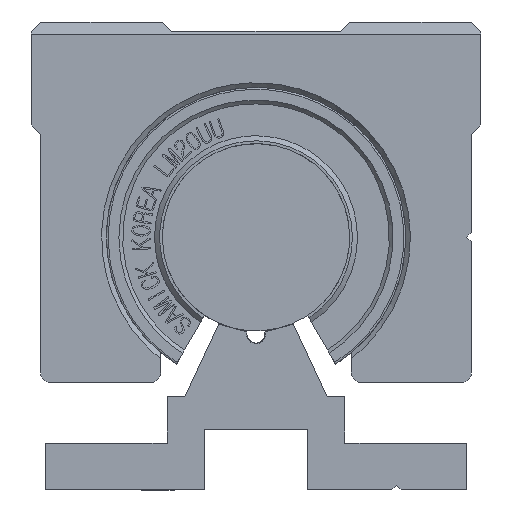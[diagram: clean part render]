
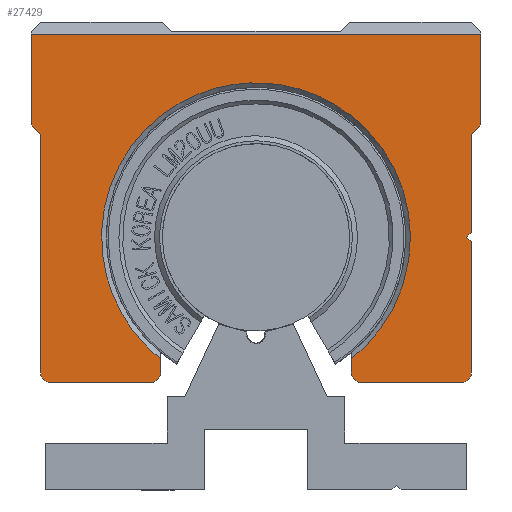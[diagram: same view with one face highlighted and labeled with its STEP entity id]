
A CAD part, front view. The second image highlights one B-rep face of the part: STEP entity #27429.
In plain terms, the highlighted free-form (B-spline) face has degree [1, 1] with [2, 2] control points.
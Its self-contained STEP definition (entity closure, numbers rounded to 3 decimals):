
#27085 = VERTEX_POINT('',#27086);
#27086 = CARTESIAN_POINT('',(-27.744,-28.9,
    25.085));
#27091 = EDGE_CURVE('',#27085,#27092,#27094,.T.);
#27092 = VERTEX_POINT('',#27093);
#27093 = CARTESIAN_POINT('',(27.744,-28.9,
    25.085));
#27094 = B_SPLINE_CURVE_WITH_KNOTS('',1,(#27095,#27096),.UNSPECIFIED.,
  .F.,.F.,(2,2),(0.,48.),.PIECEWISE_BEZIER_KNOTS.);
#27095 = CARTESIAN_POINT('',(-27.744,-28.9,
    25.085));
#27096 = CARTESIAN_POINT('',(27.744,-28.9,
    25.085));
#27280 = VERTEX_POINT('',#27281);
#27281 = CARTESIAN_POINT('',(-27.744,-28.9,
    13.872));
#27286 = EDGE_CURVE('',#27280,#27085,#27287,.T.);
#27287 = B_SPLINE_CURVE_WITH_KNOTS('',1,(#27288,#27289),.UNSPECIFIED.,
  .F.,.F.,(2,2),(0.,9.7),.PIECEWISE_BEZIER_KNOTS.);
#27288 = CARTESIAN_POINT('',(-27.744,-28.9,
    13.872));
#27289 = CARTESIAN_POINT('',(-27.744,-28.9,
    25.085));
#27429 = ADVANCED_FACE('',(#27430),#27558,.T.);
#27430 = FACE_BOUND('',#27431,.T.);
#27431 = EDGE_LOOP('',(#27432,#27433,#27434,#27441,#27448,#27456,#27463,
    #27471,#27478,#27488,#27495,#27503,#27510,#27518,#27525,#27532,
    #27539,#27546,#27553));
#27432 = ORIENTED_EDGE('',*,*,#27091,.F.);
#27433 = ORIENTED_EDGE('',*,*,#27286,.F.);
#27434 = ORIENTED_EDGE('',*,*,#27435,.F.);
#27435 = EDGE_CURVE('',#27436,#27280,#27438,.T.);
#27436 = VERTEX_POINT('',#27437);
#27437 = CARTESIAN_POINT('',(-26.588,-28.9,
    12.716));
#27438 = B_SPLINE_CURVE_WITH_KNOTS('',1,(#27439,#27440),.UNSPECIFIED.,
  .F.,.F.,(2,2),(0.,1.414),.PIECEWISE_BEZIER_KNOTS.);
#27439 = CARTESIAN_POINT('',(-26.588,-28.9,
    12.716));
#27440 = CARTESIAN_POINT('',(-27.744,-28.9,
    13.872));
#27441 = ORIENTED_EDGE('',*,*,#27442,.F.);
#27442 = EDGE_CURVE('',#27443,#27436,#27445,.T.);
#27443 = VERTEX_POINT('',#27444);
#27444 = CARTESIAN_POINT('',(-26.588,-28.9,
    -16.762));
#27445 = B_SPLINE_CURVE_WITH_KNOTS('',1,(#27446,#27447),.UNSPECIFIED.,
  .F.,.F.,(2,2),(0.,25.5),.PIECEWISE_BEZIER_KNOTS.);
#27446 = CARTESIAN_POINT('',(-26.588,-28.9,
    -16.762));
#27447 = CARTESIAN_POINT('',(-26.588,-28.9,
    12.716));
#27448 = ORIENTED_EDGE('',*,*,#27449,.F.);
#27449 = EDGE_CURVE('',#27450,#27443,#27452,.T.);
#27450 = VERTEX_POINT('',#27451);
#27451 = CARTESIAN_POINT('',(-25.432,-28.9,
    -17.918));
#27452 = ( BOUNDED_CURVE() B_SPLINE_CURVE(2,(#27453,#27454,#27455),
.UNSPECIFIED.,.F.,.F.) B_SPLINE_CURVE_WITH_KNOTS((3,3),(1.571,
3.142),.PIECEWISE_BEZIER_KNOTS.) CURVE() 
GEOMETRIC_REPRESENTATION_ITEM() RATIONAL_B_SPLINE_CURVE((1.,
0.707,1.)) REPRESENTATION_ITEM('') );
#27453 = CARTESIAN_POINT('',(-25.432,-28.9,
    -17.918));
#27454 = CARTESIAN_POINT('',(-26.588,-28.9,
    -17.918));
#27455 = CARTESIAN_POINT('',(-26.588,-28.9,
    -16.762));
#27456 = ORIENTED_EDGE('',*,*,#27457,.F.);
#27457 = EDGE_CURVE('',#27458,#27450,#27460,.T.);
#27458 = VERTEX_POINT('',#27459);
#27459 = CARTESIAN_POINT('',(-12.947,-28.9,
    -17.918));
#27460 = B_SPLINE_CURVE_WITH_KNOTS('',1,(#27461,#27462),.UNSPECIFIED.,
  .F.,.F.,(2,2),(0.,10.8),.PIECEWISE_BEZIER_KNOTS.);
#27461 = CARTESIAN_POINT('',(-12.947,-28.9,
    -17.918));
#27462 = CARTESIAN_POINT('',(-25.432,-28.9,
    -17.918));
#27463 = ORIENTED_EDGE('',*,*,#27464,.F.);
#27464 = EDGE_CURVE('',#27465,#27458,#27467,.T.);
#27465 = VERTEX_POINT('',#27466);
#27466 = CARTESIAN_POINT('',(-11.791,-28.9,
    -16.762));
#27467 = ( BOUNDED_CURVE() B_SPLINE_CURVE(2,(#27468,#27469,#27470),
.UNSPECIFIED.,.F.,.F.) B_SPLINE_CURVE_WITH_KNOTS((3,3),(1.571,
3.142),.PIECEWISE_BEZIER_KNOTS.) CURVE() 
GEOMETRIC_REPRESENTATION_ITEM() RATIONAL_B_SPLINE_CURVE((1.,
0.707,1.)) REPRESENTATION_ITEM('') );
#27468 = CARTESIAN_POINT('',(-11.791,-28.9,
    -16.762));
#27469 = CARTESIAN_POINT('',(-11.791,-28.9,
    -17.918));
#27470 = CARTESIAN_POINT('',(-12.947,-28.9,
    -17.918));
#27471 = ORIENTED_EDGE('',*,*,#27472,.F.);
#27472 = EDGE_CURVE('',#27473,#27465,#27475,.T.);
#27473 = VERTEX_POINT('',#27474);
#27474 = CARTESIAN_POINT('',(-11.791,-28.9,
    -14.993));
#27475 = B_SPLINE_CURVE_WITH_KNOTS('',1,(#27476,#27477),.UNSPECIFIED.,
  .F.,.F.,(2,2),(0.,1.53),
  .PIECEWISE_BEZIER_KNOTS.);
#27476 = CARTESIAN_POINT('',(-11.791,-28.9,
    -14.993));
#27477 = CARTESIAN_POINT('',(-11.791,-28.9,
    -16.762));
#27478 = ORIENTED_EDGE('',*,*,#27479,.F.);
#27479 = EDGE_CURVE('',#27480,#27473,#27482,.T.);
#27480 = VERTEX_POINT('',#27481);
#27481 = CARTESIAN_POINT('',(11.791,-28.9,
    -14.993));
#27482 = ( BOUNDED_CURVE() B_SPLINE_CURVE(2,(#27483,#27484,#27485,#27486
,#27487),.UNSPECIFIED.,.F.,.F.) B_SPLINE_CURVE_WITH_KNOTS((3,2,3),(
    3.808,6.283,8.758),
.PIECEWISE_BEZIER_KNOTS.) CURVE() GEOMETRIC_REPRESENTATION_ITEM() 
RATIONAL_B_SPLINE_CURVE((1.,0.327,1.,0.327,1.)) 
REPRESENTATION_ITEM('') );
#27483 = CARTESIAN_POINT('',(11.791,-28.9,
    -14.993));
#27484 = CARTESIAN_POINT('',(55.108,-28.9,
    19.074));
#27485 = CARTESIAN_POINT('',(0.,-28.9,
    19.074));
#27486 = CARTESIAN_POINT('',(-55.108,-28.9,
    19.074));
#27487 = CARTESIAN_POINT('',(-11.791,-28.9,
    -14.993));
#27488 = ORIENTED_EDGE('',*,*,#27489,.F.);
#27489 = EDGE_CURVE('',#27490,#27480,#27492,.T.);
#27490 = VERTEX_POINT('',#27491);
#27491 = CARTESIAN_POINT('',(11.791,-28.9,
    -16.762));
#27492 = B_SPLINE_CURVE_WITH_KNOTS('',1,(#27493,#27494),.UNSPECIFIED.,
  .F.,.F.,(2,2),(0.,1.53),.PIECEWISE_BEZIER_KNOTS.);
#27493 = CARTESIAN_POINT('',(11.791,-28.9,
    -16.762));
#27494 = CARTESIAN_POINT('',(11.791,-28.9,
    -14.993));
#27495 = ORIENTED_EDGE('',*,*,#27496,.F.);
#27496 = EDGE_CURVE('',#27497,#27490,#27499,.T.);
#27497 = VERTEX_POINT('',#27498);
#27498 = CARTESIAN_POINT('',(12.947,-28.9,
    -17.918));
#27499 = ( BOUNDED_CURVE() B_SPLINE_CURVE(2,(#27500,#27501,#27502),
.UNSPECIFIED.,.F.,.F.) B_SPLINE_CURVE_WITH_KNOTS((3,3),(1.571,
3.142),.PIECEWISE_BEZIER_KNOTS.) CURVE() 
GEOMETRIC_REPRESENTATION_ITEM() RATIONAL_B_SPLINE_CURVE((1.,
0.707,1.)) REPRESENTATION_ITEM('') );
#27500 = CARTESIAN_POINT('',(12.947,-28.9,
    -17.918));
#27501 = CARTESIAN_POINT('',(11.791,-28.9,
    -17.918));
#27502 = CARTESIAN_POINT('',(11.791,-28.9,
    -16.762));
#27503 = ORIENTED_EDGE('',*,*,#27504,.F.);
#27504 = EDGE_CURVE('',#27505,#27497,#27507,.T.);
#27505 = VERTEX_POINT('',#27506);
#27506 = CARTESIAN_POINT('',(25.432,-28.9,
    -17.918));
#27507 = B_SPLINE_CURVE_WITH_KNOTS('',1,(#27508,#27509),.UNSPECIFIED.,
  .F.,.F.,(2,2),(0.,10.8),.PIECEWISE_BEZIER_KNOTS.);
#27508 = CARTESIAN_POINT('',(25.432,-28.9,
    -17.918));
#27509 = CARTESIAN_POINT('',(12.947,-28.9,
    -17.918));
#27510 = ORIENTED_EDGE('',*,*,#27511,.F.);
#27511 = EDGE_CURVE('',#27512,#27505,#27514,.T.);
#27512 = VERTEX_POINT('',#27513);
#27513 = CARTESIAN_POINT('',(26.588,-28.9,
    -16.762));
#27514 = ( BOUNDED_CURVE() B_SPLINE_CURVE(2,(#27515,#27516,#27517),
.UNSPECIFIED.,.F.,.F.) B_SPLINE_CURVE_WITH_KNOTS((3,3),(1.571,
3.142),.PIECEWISE_BEZIER_KNOTS.) CURVE() 
GEOMETRIC_REPRESENTATION_ITEM() RATIONAL_B_SPLINE_CURVE((1.,
0.707,1.)) REPRESENTATION_ITEM('') );
#27515 = CARTESIAN_POINT('',(26.588,-28.9,
    -16.762));
#27516 = CARTESIAN_POINT('',(26.588,-28.9,
    -17.918));
#27517 = CARTESIAN_POINT('',(25.432,-28.9,
    -17.918));
#27518 = ORIENTED_EDGE('',*,*,#27519,.F.);
#27519 = EDGE_CURVE('',#27520,#27512,#27522,.T.);
#27520 = VERTEX_POINT('',#27521);
#27521 = CARTESIAN_POINT('',(26.588,-28.9,
    -0.578));
#27522 = B_SPLINE_CURVE_WITH_KNOTS('',1,(#27523,#27524),.UNSPECIFIED.,
  .F.,.F.,(2,2),(0.,14.),.PIECEWISE_BEZIER_KNOTS.);
#27523 = CARTESIAN_POINT('',(26.588,-28.9,
    -0.578));
#27524 = CARTESIAN_POINT('',(26.588,-28.9,
    -16.762));
#27525 = ORIENTED_EDGE('',*,*,#27526,.F.);
#27526 = EDGE_CURVE('',#27527,#27520,#27529,.T.);
#27527 = VERTEX_POINT('',#27528);
#27528 = CARTESIAN_POINT('',(26.01,-28.9,
    0.));
#27529 = B_SPLINE_CURVE_WITH_KNOTS('',1,(#27530,#27531),.UNSPECIFIED.,
  .F.,.F.,(2,2),(0.,0.707),.PIECEWISE_BEZIER_KNOTS.);
#27530 = CARTESIAN_POINT('',(26.01,-28.9,
    0.));
#27531 = CARTESIAN_POINT('',(26.588,-28.9,
    -0.578));
#27532 = ORIENTED_EDGE('',*,*,#27533,.F.);
#27533 = EDGE_CURVE('',#27534,#27527,#27536,.T.);
#27534 = VERTEX_POINT('',#27535);
#27535 = CARTESIAN_POINT('',(26.588,-28.9,
    0.578));
#27536 = B_SPLINE_CURVE_WITH_KNOTS('',1,(#27537,#27538),.UNSPECIFIED.,
  .F.,.F.,(2,2),(0.,0.707),.PIECEWISE_BEZIER_KNOTS.);
#27537 = CARTESIAN_POINT('',(26.588,-28.9,
    0.578));
#27538 = CARTESIAN_POINT('',(26.01,-28.9,
    0.));
#27539 = ORIENTED_EDGE('',*,*,#27540,.F.);
#27540 = EDGE_CURVE('',#27541,#27534,#27543,.T.);
#27541 = VERTEX_POINT('',#27542);
#27542 = CARTESIAN_POINT('',(26.588,-28.9,
    12.716));
#27543 = B_SPLINE_CURVE_WITH_KNOTS('',1,(#27544,#27545),.UNSPECIFIED.,
  .F.,.F.,(2,2),(0.,10.5),.PIECEWISE_BEZIER_KNOTS.);
#27544 = CARTESIAN_POINT('',(26.588,-28.9,
    12.716));
#27545 = CARTESIAN_POINT('',(26.588,-28.9,
    0.578));
#27546 = ORIENTED_EDGE('',*,*,#27547,.F.);
#27547 = EDGE_CURVE('',#27548,#27541,#27550,.T.);
#27548 = VERTEX_POINT('',#27549);
#27549 = CARTESIAN_POINT('',(27.744,-28.9,
    13.872));
#27550 = B_SPLINE_CURVE_WITH_KNOTS('',1,(#27551,#27552),.UNSPECIFIED.,
  .F.,.F.,(2,2),(0.,1.414),.PIECEWISE_BEZIER_KNOTS.);
#27551 = CARTESIAN_POINT('',(27.744,-28.9,
    13.872));
#27552 = CARTESIAN_POINT('',(26.588,-28.9,
    12.716));
#27553 = ORIENTED_EDGE('',*,*,#27554,.F.);
#27554 = EDGE_CURVE('',#27092,#27548,#27555,.T.);
#27555 = B_SPLINE_CURVE_WITH_KNOTS('',1,(#27556,#27557),.UNSPECIFIED.,
  .F.,.F.,(2,2),(0.,9.7),.PIECEWISE_BEZIER_KNOTS.);
#27556 = CARTESIAN_POINT('',(27.744,-28.9,
    25.085));
#27557 = CARTESIAN_POINT('',(27.744,-28.9,
    13.872));
#27558 = B_SPLINE_SURFACE_WITH_KNOTS('',1,1,(
    (#27559,#27560)
    ,(#27561,#27562
    )),.UNSPECIFIED.,.F.,.F.,.F.,(2,2),(2,2),(-24.039,
    23.961),(-20.812,16.388),
  .PIECEWISE_BEZIER_KNOTS.);
#27559 = CARTESIAN_POINT('',(-27.744,-28.9,
    -17.918));
#27560 = CARTESIAN_POINT('',(-27.744,-28.9,
    25.085));
#27561 = CARTESIAN_POINT('',(27.744,-28.9,
    -17.918));
#27562 = CARTESIAN_POINT('',(27.744,-28.9,
    25.085));
